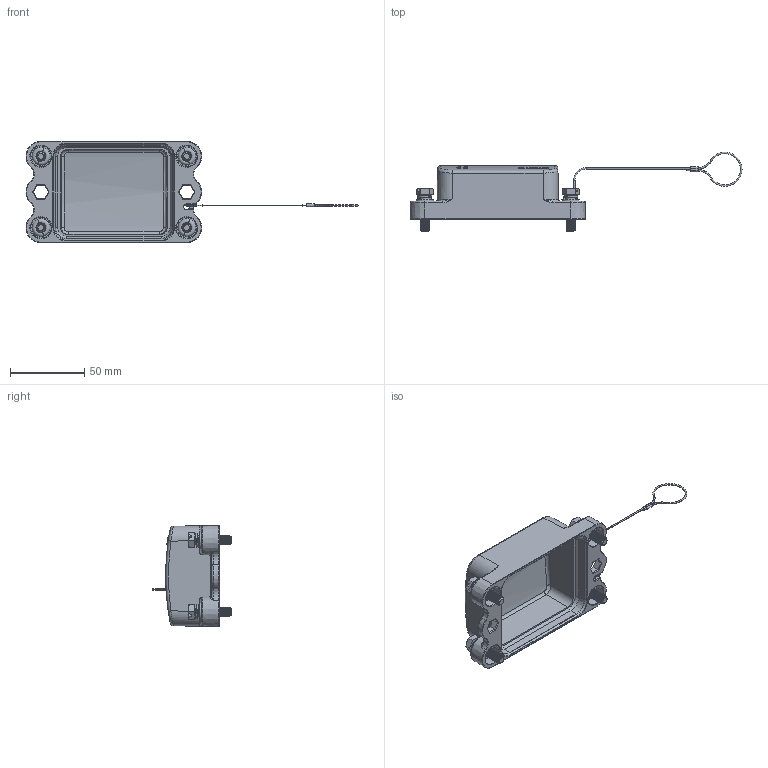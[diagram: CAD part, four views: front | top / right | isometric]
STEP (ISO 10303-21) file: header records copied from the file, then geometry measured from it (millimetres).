
FILE_DESCRIPTION((''),'2;1');
FILE_NAME('2970000004980_01-S_HP1T_H-MCV-4','2023-10-07T',('13843'),(''),'PRO/ENGINEER BY PARAMETRIC TECHNOLOGY CORPORATION, 2012480','PRO/ENGINEER BY PARAMETRIC TECHNOLOGY CORPORATION, 2012480','');
FILE_SCHEMA(('CONFIG_CONTROL_DESIGN'));
Products named in the file (1): 2970000004980_01-S_HP1T_H-MCV-4
Bounding box: 223.1 x 53.5 x 68 mm (x, y, z)
Volume: 71065.4 mm3; surface area: 38655.1 mm2
Topology: 1 solids, 1 shells, 674 faces, 1785 edges, 1150 vertices
Faces by surface type: cylinder 235, plane 190, torus 93, bspline 90, cone 58, revolution 4, extrusion 4
Entity records: 47360 total; most frequent: CARTESIAN_POINT 26348, ORIENTED_EDGE 3570, DIRECTION 2781, PRESENTATION_STYLE_ASSIGNMENT 1786, STYLED_ITEM 1786, CURVE_STYLE 1785, EDGE_CURVE 1785, VERTEX_POINT 1150
